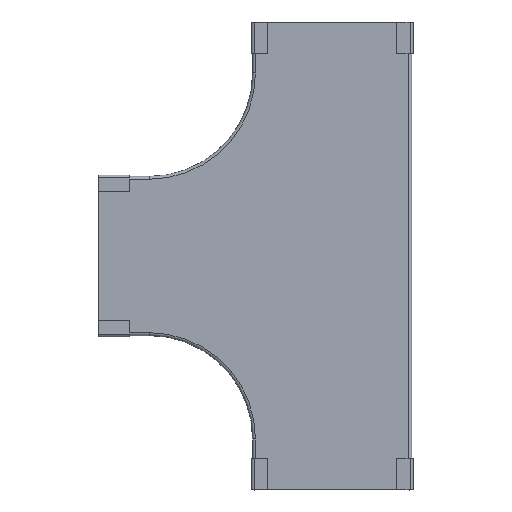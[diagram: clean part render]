
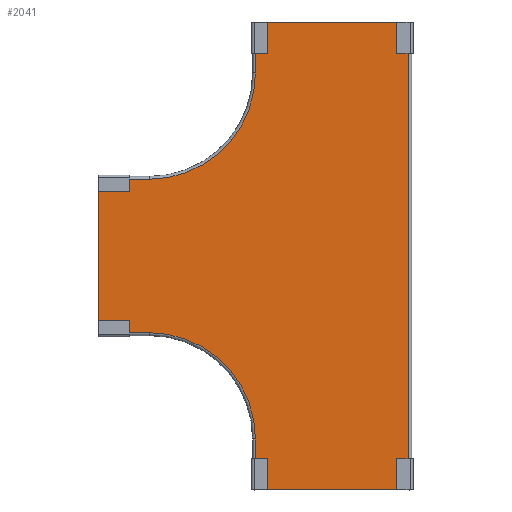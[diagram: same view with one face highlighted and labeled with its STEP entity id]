
A CAD part, top view. The second image highlights one B-rep face of the part: STEP entity #2041.
In plain terms, the highlighted planar face has unit normal (0, 0, 1).
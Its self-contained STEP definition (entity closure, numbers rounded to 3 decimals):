
#107=CIRCLE('',#2216,102.75);
#117=CIRCLE('',#2237,102.75);
#279=FACE_OUTER_BOUND('',#393,.T.);
#393=EDGE_LOOP('',(#1832,#1833,#1834,#1835,#1836,#1837,#1838,#1839,#1840,
#1841));
#535=LINE('',#3289,#735);
#545=LINE('',#3319,#745);
#560=LINE('',#3367,#760);
#562=LINE('',#3373,#762);
#590=LINE('',#3457,#790);
#591=LINE('',#3462,#791);
#592=LINE('',#3464,#792);
#594=LINE('',#3467,#794);
#735=VECTOR('',#2681,1.);
#745=VECTOR('',#2707,1.);
#760=VECTOR('',#2760,1.);
#762=VECTOR('',#2766,1.);
#790=VECTOR('',#2852,1.);
#791=VECTOR('',#2859,1.);
#792=VECTOR('',#2862,1.);
#794=VECTOR('',#2866,1.);
#928=VERTEX_POINT('',#3282);
#931=VERTEX_POINT('',#3287);
#940=VERTEX_POINT('',#3312);
#943=VERTEX_POINT('',#3317);
#957=VERTEX_POINT('',#3365);
#959=VERTEX_POINT('',#3371);
#978=VERTEX_POINT('',#3426);
#979=VERTEX_POINT('',#3428);
#986=VERTEX_POINT('',#3456);
#987=VERTEX_POINT('',#3460);
#1189=EDGE_CURVE('',#931,#928,#535,.T.);
#1203=EDGE_CURVE('',#940,#943,#545,.T.);
#1221=EDGE_CURVE('',#931,#940,#107,.T.);
#1228=EDGE_CURVE('',#957,#943,#560,.T.);
#1231=EDGE_CURVE('',#959,#957,#562,.T.);
#1258=EDGE_CURVE('',#978,#979,#117,.T.);
#1272=EDGE_CURVE('',#979,#986,#590,.T.);
#1275=EDGE_CURVE('',#978,#987,#591,.T.);
#1276=EDGE_CURVE('',#987,#928,#592,.T.);
#1278=EDGE_CURVE('',#986,#959,#594,.T.);
#1832=ORIENTED_EDGE('',*,*,#1278,.F.);
#1833=ORIENTED_EDGE('',*,*,#1272,.F.);
#1834=ORIENTED_EDGE('',*,*,#1258,.F.);
#1835=ORIENTED_EDGE('',*,*,#1275,.T.);
#1836=ORIENTED_EDGE('',*,*,#1276,.T.);
#1837=ORIENTED_EDGE('',*,*,#1189,.F.);
#1838=ORIENTED_EDGE('',*,*,#1221,.T.);
#1839=ORIENTED_EDGE('',*,*,#1203,.T.);
#1840=ORIENTED_EDGE('',*,*,#1228,.F.);
#1841=ORIENTED_EDGE('',*,*,#1231,.F.);
#1927=PLANE('',#2255);
#2041=ADVANCED_FACE('',(#279),#1927,.F.);
#2216=AXIS2_PLACEMENT_3D('',#3353,#2748,#2749);
#2237=AXIS2_PLACEMENT_3D('',#3429,#2817,#2818);
#2255=AXIS2_PLACEMENT_3D('',#3466,#2864,#2865);
#2681=DIRECTION('',(-1.,0.,0.));
#2707=DIRECTION('',(0.,-1.,0.));
#2748=DIRECTION('center_axis',(0.,0.,-1.));
#2749=DIRECTION('ref_axis',(0.,1.,0.));
#2760=DIRECTION('',(-1.,0.,0.));
#2766=DIRECTION('',(0.,-1.,0.));
#2817=DIRECTION('center_axis',(0.,0.,1.));
#2818=DIRECTION('ref_axis',(0.,-1.,0.));
#2852=DIRECTION('',(0.,1.,0.));
#2859=DIRECTION('',(-1.,0.,0.));
#2862=DIRECTION('',(0.,-1.,0.));
#2864=DIRECTION('center_axis',(0.,0.,-1.));
#2865=DIRECTION('ref_axis',(1.,0.,0.));
#2866=DIRECTION('',(1.,0.,0.));
#3282=CARTESIAN_POINT('',(2.343,2.903,0.75));
#3287=CARTESIAN_POINT('',(50.893,2.903,0.75));
#3289=CARTESIAN_POINT('',(50.893,2.903,0.75));
#3312=CARTESIAN_POINT('',(153.643,-99.847,0.75));
#3317=CARTESIAN_POINT('',(153.643,-149.147,0.75));
#3319=CARTESIAN_POINT('',(153.643,-99.847,0.75));
#3353=CARTESIAN_POINT('Origin',(50.893,-99.847,0.75));
#3365=CARTESIAN_POINT('',(302.042,-149.147,0.75));
#3367=CARTESIAN_POINT('',(252.843,-149.147,0.75));
#3371=CARTESIAN_POINT('',(302.042,303.353,0.75));
#3373=CARTESIAN_POINT('',(302.042,102.103,0.75));
#3426=CARTESIAN_POINT('',(50.893,151.303,0.75));
#3428=CARTESIAN_POINT('',(153.643,254.053,0.75));
#3429=CARTESIAN_POINT('Origin',(50.893,254.053,0.75));
#3456=CARTESIAN_POINT('',(153.643,303.353,0.75));
#3457=CARTESIAN_POINT('',(153.643,254.053,0.75));
#3460=CARTESIAN_POINT('',(2.343,151.303,0.75));
#3462=CARTESIAN_POINT('',(50.893,151.303,0.75));
#3464=CARTESIAN_POINT('',(2.343,102.103,0.75));
#3466=CARTESIAN_POINT('Origin',(73.893,79.105,0.75));
#3467=CARTESIAN_POINT('',(153.643,303.353,0.75));
